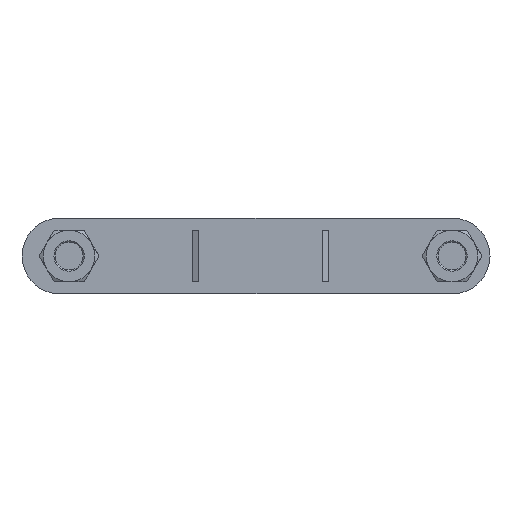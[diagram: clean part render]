
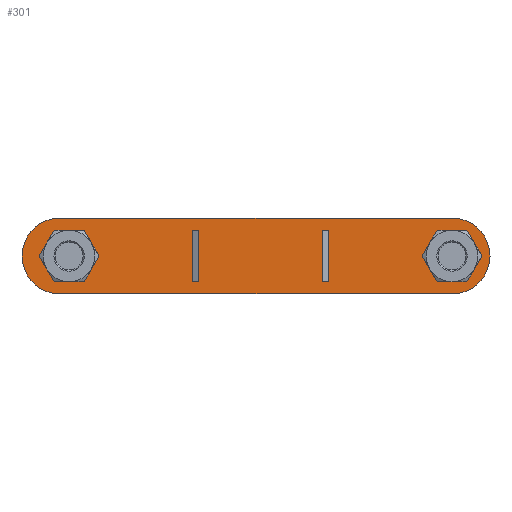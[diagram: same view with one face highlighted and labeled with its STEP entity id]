
A CAD part, front view. The second image highlights one B-rep face of the part: STEP entity #301.
In plain terms, the highlighted planar face has unit normal (0, -1, 0).
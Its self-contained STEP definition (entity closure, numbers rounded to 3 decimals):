
#301 = ADVANCED_FACE( '', ( #459, #460, #461, #462, #463 ), #464, .F. );
#459 = FACE_OUTER_BOUND( '', #1366, .T. );
#460 = FACE_BOUND( '', #1367, .T. );
#461 = FACE_BOUND( '', #1368, .T. );
#462 = FACE_BOUND( '', #1369, .T. );
#463 = FACE_BOUND( '', #1370, .T. );
#464 = PLANE( '', #1371 );
#1366 = EDGE_LOOP( '', ( #1777, #1778, #1779, #1780, #1781, #1782 ) );
#1367 = EDGE_LOOP( '', ( #1783, #1784, #1785, #1786 ) );
#1368 = EDGE_LOOP( '', ( #1787, #1788, #1789, #1790 ) );
#1369 = EDGE_LOOP( '', ( #1791 ) );
#1370 = EDGE_LOOP( '', ( #1792, #1793, #1794, #1795 ) );
#1371 = AXIS2_PLACEMENT_3D( '', #1796, #1797, #1798 );
#1777 = ORIENTED_EDGE( '', *, *, #2436, .F. );
#1778 = ORIENTED_EDGE( '', *, *, #2437, .F. );
#1779 = ORIENTED_EDGE( '', *, *, #2438, .F. );
#1780 = ORIENTED_EDGE( '', *, *, #2439, .F. );
#1781 = ORIENTED_EDGE( '', *, *, #2440, .F. );
#1782 = ORIENTED_EDGE( '', *, *, #2441, .F. );
#1783 = ORIENTED_EDGE( '', *, *, #2442, .F. );
#1784 = ORIENTED_EDGE( '', *, *, #2443, .T. );
#1785 = ORIENTED_EDGE( '', *, *, #2444, .T. );
#1786 = ORIENTED_EDGE( '', *, *, #2445, .F. );
#1787 = ORIENTED_EDGE( '', *, *, #2446, .F. );
#1788 = ORIENTED_EDGE( '', *, *, #2447, .F. );
#1789 = ORIENTED_EDGE( '', *, *, #2448, .T. );
#1790 = ORIENTED_EDGE( '', *, *, #2449, .T. );
#1791 = ORIENTED_EDGE( '', *, *, #2450, .T. );
#1792 = ORIENTED_EDGE( '', *, *, #2451, .F. );
#1793 = ORIENTED_EDGE( '', *, *, #2452, .F. );
#1794 = ORIENTED_EDGE( '', *, *, #2453, .F. );
#1795 = ORIENTED_EDGE( '', *, *, #2454, .F. );
#1796 = CARTESIAN_POINT( '', ( -66., 35.1, 0. ) );
#1797 = DIRECTION( '', ( 0., 1., 0. ) );
#1798 = DIRECTION( '', ( 1., 0., 0. ) );
#2436 = EDGE_CURVE( '', #2729, #2730, #2731, .T. );
#2437 = EDGE_CURVE( '', #2732, #2729, #2733, .T. );
#2438 = EDGE_CURVE( '', #2734, #2732, #2735, .T. );
#2439 = EDGE_CURVE( '', #2736, #2734, #2737, .T. );
#2440 = EDGE_CURVE( '', #2738, #2736, #2739, .T. );
#2441 = EDGE_CURVE( '', #2730, #2738, #2740, .T. );
#2442 = EDGE_CURVE( '', #2741, #2742, #2743, .T. );
#2443 = EDGE_CURVE( '', #2741, #2744, #2745, .T. );
#2444 = EDGE_CURVE( '', #2744, #2746, #2747, .T. );
#2445 = EDGE_CURVE( '', #2742, #2746, #2748, .T. );
#2446 = EDGE_CURVE( '', #2749, #2750, #2751, .T. );
#2447 = EDGE_CURVE( '', #2752, #2749, #2753, .T. );
#2448 = EDGE_CURVE( '', #2752, #2754, #2755, .T. );
#2449 = EDGE_CURVE( '', #2754, #2750, #2756, .T. );
#2450 = EDGE_CURVE( '', #2757, #2757, #2758, .T. );
#2451 = EDGE_CURVE( '', #2759, #2760, #2761, .T. );
#2452 = EDGE_CURVE( '', #2762, #2759, #2763, .T. );
#2453 = EDGE_CURVE( '', #2764, #2762, #2765, .T. );
#2454 = EDGE_CURVE( '', #2760, #2764, #2766, .T. );
#2729 = VERTEX_POINT( '', #3387 );
#2730 = VERTEX_POINT( '', #3388 );
#2731 = CIRCLE( '', #3389, 12.5 );
#2732 = VERTEX_POINT( '', #3390 );
#2733 = CIRCLE( '', #3391, 12.5 );
#2734 = VERTEX_POINT( '', #3392 );
#2735 = LINE( '', #3393, #3394 );
#2736 = VERTEX_POINT( '', #3395 );
#2737 = CIRCLE( '', #3396, 12.5 );
#2738 = VERTEX_POINT( '', #3397 );
#2739 = CIRCLE( '', #3398, 12.5 );
#2740 = LINE( '', #3399, #3400 );
#2741 = VERTEX_POINT( '', #3401 );
#2742 = VERTEX_POINT( '', #3402 );
#2743 = LINE( '', #3403, #3404 );
#2744 = VERTEX_POINT( '', #3405 );
#2745 = LINE( '', #3406, #3407 );
#2746 = VERTEX_POINT( '', #3408 );
#2747 = LINE( '', #3409, #3410 );
#2748 = LINE( '', #3411, #3412 );
#2749 = VERTEX_POINT( '', #3413 );
#2750 = VERTEX_POINT( '', #3414 );
#2751 = LINE( '', #3415, #3416 );
#2752 = VERTEX_POINT( '', #3417 );
#2753 = LINE( '', #3418, #3419 );
#2754 = VERTEX_POINT( '', #3420 );
#2755 = LINE( '', #3421, #3422 );
#2756 = LINE( '', #3423, #3424 );
#2757 = VERTEX_POINT( '', #3425 );
#2758 = CIRCLE( '', #3426, 5.4 );
#2759 = VERTEX_POINT( '', #3427 );
#2760 = VERTEX_POINT( '', #3428 );
#2761 = CIRCLE( '', #3429, 5. );
#2762 = VERTEX_POINT( '', #3430 );
#2763 = LINE( '', #3431, #3432 );
#2764 = VERTEX_POINT( '', #3433 );
#2765 = CIRCLE( '', #3434, 5. );
#2766 = LINE( '', #3435, #3436 );
#3387 = CARTESIAN_POINT( '', ( -78.5, 35.1, 0. ) );
#3388 = CARTESIAN_POINT( '', ( -66., 35.1, 12.5 ) );
#3389 = AXIS2_PLACEMENT_3D( '', #3964, #3965, #3966 );
#3390 = CARTESIAN_POINT( '', ( -66., 35.1, -12.5 ) );
#3391 = AXIS2_PLACEMENT_3D( '', #3967, #3968, #3969 );
#3392 = CARTESIAN_POINT( '', ( 63., 35.1, -12.5 ) );
#3393 = CARTESIAN_POINT( '', ( 63., 35.1, -12.5 ) );
#3394 = VECTOR( '', #3970, 1000. );
#3395 = CARTESIAN_POINT( '', ( 75.5, 35.1, 0. ) );
#3396 = AXIS2_PLACEMENT_3D( '', #3971, #3972, #3973 );
#3397 = CARTESIAN_POINT( '', ( 63., 35.1, 12.5 ) );
#3398 = AXIS2_PLACEMENT_3D( '', #3974, #3975, #3976 );
#3399 = CARTESIAN_POINT( '', ( -66., 35.1, 12.5 ) );
#3400 = VECTOR( '', #3977, 1000. );
#3401 = CARTESIAN_POINT( '', ( 22.3, 35.1, -8.5 ) );
#3402 = CARTESIAN_POINT( '', ( 22.3, 35.1, 8.5 ) );
#3403 = CARTESIAN_POINT( '', ( 22.3, 35.1, -8.5 ) );
#3404 = VECTOR( '', #3978, 1000. );
#3405 = CARTESIAN_POINT( '', ( 20.3, 35.1, -8.5 ) );
#3406 = CARTESIAN_POINT( '', ( 22.3, 35.1, -8.5 ) );
#3407 = VECTOR( '', #3979, 1000. );
#3408 = CARTESIAN_POINT( '', ( 20.3, 35.1, 8.5 ) );
#3409 = CARTESIAN_POINT( '', ( 20.3, 35.1, -8.5 ) );
#3410 = VECTOR( '', #3980, 1000. );
#3411 = CARTESIAN_POINT( '', ( 22.3, 35.1, 8.5 ) );
#3412 = VECTOR( '', #3981, 1000. );
#3413 = CARTESIAN_POINT( '', ( -20.3, 35.1, -8.5 ) );
#3414 = CARTESIAN_POINT( '', ( -20.3, 35.1, 8.5 ) );
#3415 = CARTESIAN_POINT( '', ( -20.3, 35.1, -8.5 ) );
#3416 = VECTOR( '', #3982, 1000. );
#3417 = CARTESIAN_POINT( '', ( -22.3, 35.1, -8.5 ) );
#3418 = CARTESIAN_POINT( '', ( -22.3, 35.1, -8.5 ) );
#3419 = VECTOR( '', #3983, 1000. );
#3420 = CARTESIAN_POINT( '', ( -22.3, 35.1, 8.5 ) );
#3421 = CARTESIAN_POINT( '', ( -22.3, 35.1, -8.5 ) );
#3422 = VECTOR( '', #3984, 1000. );
#3423 = CARTESIAN_POINT( '', ( -22.3, 35.1, 8.5 ) );
#3424 = VECTOR( '', #3985, 1000. );
#3425 = CARTESIAN_POINT( '', ( 68.4, 35.1, 0. ) );
#3426 = AXIS2_PLACEMENT_3D( '', #3986, #3987, #3988 );
#3427 = CARTESIAN_POINT( '', ( -66., 35.1, 5. ) );
#3428 = CARTESIAN_POINT( '', ( -66., 35.1, -5. ) );
#3429 = AXIS2_PLACEMENT_3D( '', #3989, #3990, #3991 );
#3430 = CARTESIAN_POINT( '', ( -62., 35.1, 5. ) );
#3431 = CARTESIAN_POINT( '', ( -62., 35.1, 5. ) );
#3432 = VECTOR( '', #3992, 1000. );
#3433 = CARTESIAN_POINT( '', ( -62., 35.1, -5. ) );
#3434 = AXIS2_PLACEMENT_3D( '', #3993, #3994, #3995 );
#3435 = CARTESIAN_POINT( '', ( -66., 35.1, -5. ) );
#3436 = VECTOR( '', #3996, 1000. );
#3964 = CARTESIAN_POINT( '', ( -66., 35.1, 0. ) );
#3965 = DIRECTION( '', ( 0., 1., 0. ) );
#3966 = DIRECTION( '', ( -1., 0., 0. ) );
#3967 = CARTESIAN_POINT( '', ( -66., 35.1, 0. ) );
#3968 = DIRECTION( '', ( 0., 1., 0. ) );
#3969 = DIRECTION( '', ( 0., 0., -1. ) );
#3970 = DIRECTION( '', ( -1., 0., 0. ) );
#3971 = CARTESIAN_POINT( '', ( 63., 35.1, 0. ) );
#3972 = DIRECTION( '', ( 0., 1., 0. ) );
#3973 = DIRECTION( '', ( 1., 0., 0. ) );
#3974 = CARTESIAN_POINT( '', ( 63., 35.1, 0. ) );
#3975 = DIRECTION( '', ( 0., 1., 0. ) );
#3976 = DIRECTION( '', ( 0., 0., 1. ) );
#3977 = DIRECTION( '', ( 1., 0., 0. ) );
#3978 = DIRECTION( '', ( 0., 0., 1. ) );
#3979 = DIRECTION( '', ( -1., 0., 0. ) );
#3980 = DIRECTION( '', ( 0., 0., 1. ) );
#3981 = DIRECTION( '', ( -1., 0., 0. ) );
#3982 = DIRECTION( '', ( 0., 0., 1. ) );
#3983 = DIRECTION( '', ( 1., 0., 0. ) );
#3984 = DIRECTION( '', ( 0., 0., 1. ) );
#3985 = DIRECTION( '', ( 1., 0., 0. ) );
#3986 = CARTESIAN_POINT( '', ( 63., 35.1, 0. ) );
#3987 = DIRECTION( '', ( 0., 1., 0. ) );
#3988 = DIRECTION( '', ( 1., 0., 0. ) );
#3989 = CARTESIAN_POINT( '', ( -66., 35.1, 0. ) );
#3990 = DIRECTION( '', ( 0., -1., 0. ) );
#3991 = DIRECTION( '', ( 0., 0., 1. ) );
#3992 = DIRECTION( '', ( -1., 0., 0. ) );
#3993 = CARTESIAN_POINT( '', ( -62., 35.1, 0. ) );
#3994 = DIRECTION( '', ( 0., -1., 0. ) );
#3995 = DIRECTION( '', ( 0., 0., -1. ) );
#3996 = DIRECTION( '', ( 1., 0., 0. ) );
